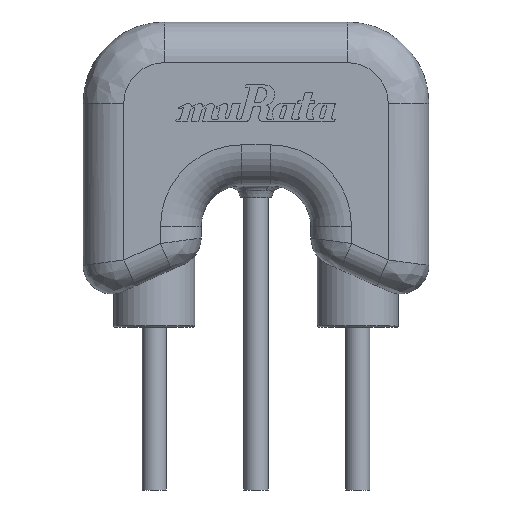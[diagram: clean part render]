
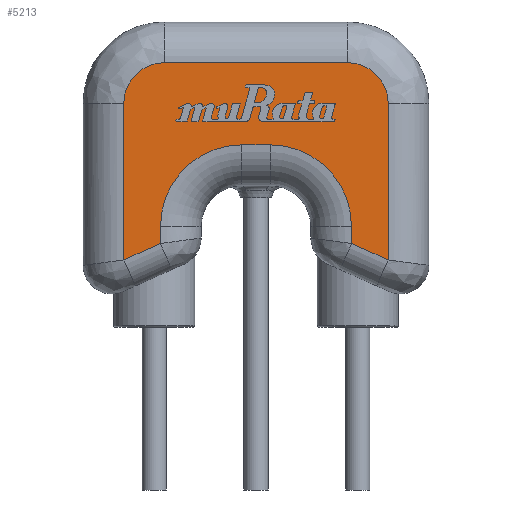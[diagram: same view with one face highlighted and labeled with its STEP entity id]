
A CAD part, front view. The second image highlights one B-rep face of the part: STEP entity #5213.
In plain terms, the highlighted planar face has unit normal (0, -1, 0).
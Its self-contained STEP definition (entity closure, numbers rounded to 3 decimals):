
#261=PLANE('',#5653);
#581=FACE_OUTER_BOUND('',#878,.T.);
#878=EDGE_LOOP('',(#3559,#3560,#3561,#3562,#3563,#3564,#3565,#3566,#3567,
#3568,#3569,#3570));
#1175=LINE('',#7405,#1600);
#1186=LINE('',#7575,#1611);
#1187=LINE('',#7579,#1612);
#1188=LINE('',#7583,#1613);
#1189=LINE('',#7587,#1614);
#1190=LINE('',#7589,#1615);
#1191=LINE('',#7591,#1616);
#1192=LINE('',#7595,#1617);
#1600=VECTOR('',#6085,10.);
#1611=VECTOR('',#6138,10.);
#1612=VECTOR('',#6143,10.);
#1613=VECTOR('',#6146,10.);
#1614=VECTOR('',#6149,10.);
#1615=VECTOR('',#6150,10.);
#1616=VECTOR('',#6151,10.);
#1617=VECTOR('',#6154,10.);
#2034=CIRCLE('',#5654,1.);
#2035=CIRCLE('',#5655,1.);
#2036=CIRCLE('',#5656,2.);
#2037=CIRCLE('',#5657,2.);
#2158=VERTEX_POINT('',#7398);
#2161=VERTEX_POINT('',#7403);
#2177=VERTEX_POINT('',#7574);
#2178=VERTEX_POINT('',#7578);
#2179=VERTEX_POINT('',#7580);
#2180=VERTEX_POINT('',#7582);
#2181=VERTEX_POINT('',#7584);
#2182=VERTEX_POINT('',#7586);
#2183=VERTEX_POINT('',#7588);
#2184=VERTEX_POINT('',#7590);
#2185=VERTEX_POINT('',#7592);
#2186=VERTEX_POINT('',#7594);
#2698=EDGE_CURVE('',#2161,#2158,#1175,.T.);
#2724=EDGE_CURVE('',#2158,#2177,#1186,.T.);
#2726=EDGE_CURVE('',#2178,#2161,#1187,.T.);
#2727=EDGE_CURVE('',#2179,#2178,#2034,.T.);
#2728=EDGE_CURVE('',#2180,#2179,#1188,.T.);
#2729=EDGE_CURVE('',#2181,#2180,#2035,.T.);
#2730=EDGE_CURVE('',#2182,#2181,#1189,.T.);
#2731=EDGE_CURVE('',#2183,#2182,#1190,.T.);
#2732=EDGE_CURVE('',#2184,#2183,#1191,.T.);
#2733=EDGE_CURVE('',#2185,#2184,#2036,.T.);
#2734=EDGE_CURVE('',#2186,#2185,#1192,.T.);
#2735=EDGE_CURVE('',#2177,#2186,#2037,.T.);
#3559=ORIENTED_EDGE('',*,*,#2698,.F.);
#3560=ORIENTED_EDGE('',*,*,#2726,.F.);
#3561=ORIENTED_EDGE('',*,*,#2727,.F.);
#3562=ORIENTED_EDGE('',*,*,#2728,.F.);
#3563=ORIENTED_EDGE('',*,*,#2729,.F.);
#3564=ORIENTED_EDGE('',*,*,#2730,.F.);
#3565=ORIENTED_EDGE('',*,*,#2731,.F.);
#3566=ORIENTED_EDGE('',*,*,#2732,.F.);
#3567=ORIENTED_EDGE('',*,*,#2733,.F.);
#3568=ORIENTED_EDGE('',*,*,#2734,.F.);
#3569=ORIENTED_EDGE('',*,*,#2735,.F.);
#3570=ORIENTED_EDGE('',*,*,#2724,.F.);
#5213=ADVANCED_FACE('',(#581),#261,.F.);
#5653=AXIS2_PLACEMENT_3D('',#7577,#6141,#6142);
#5654=AXIS2_PLACEMENT_3D('',#7581,#6144,#6145);
#5655=AXIS2_PLACEMENT_3D('',#7585,#6147,#6148);
#5656=AXIS2_PLACEMENT_3D('',#7593,#6152,#6153);
#5657=AXIS2_PLACEMENT_3D('',#7596,#6155,#6156);
#6085=DIRECTION('',(-0.913,0.,0.409));
#6138=DIRECTION('',(0.,0.,1.));
#6141=DIRECTION('center_axis',(0.,1.,0.));
#6142=DIRECTION('ref_axis',(0.,0.,1.));
#6143=DIRECTION('',(0.,0.,-1.));
#6144=DIRECTION('center_axis',(0.,1.,0.));
#6145=DIRECTION('ref_axis',(0.707,0.,0.707));
#6146=DIRECTION('',(1.,0.,0.));
#6147=DIRECTION('center_axis',(0.,1.,0.));
#6148=DIRECTION('ref_axis',(-0.707,0.,0.707));
#6149=DIRECTION('',(0.,0.,1.));
#6150=DIRECTION('',(-0.913,0.,-0.409));
#6151=DIRECTION('',(0.,0.,-1.));
#6152=DIRECTION('center_axis',(0.,-1.,0.));
#6153=DIRECTION('ref_axis',(-0.707,0.,0.707));
#6154=DIRECTION('',(-1.,0.,0.));
#6155=DIRECTION('center_axis',(0.,-1.,0.));
#6156=DIRECTION('ref_axis',(0.707,0.,0.707));
#7398=CARTESIAN_POINT('',(2.347,-1.75,2.058));
#7403=CARTESIAN_POINT('',(3.25,-1.75,1.654));
#7405=CARTESIAN_POINT('',(2.93,-1.75,1.797));
#7574=CARTESIAN_POINT('',(2.347,-1.75,2.48));
#7575=CARTESIAN_POINT('',(2.347,-1.75,1.875));
#7577=CARTESIAN_POINT('Origin',(0.,-1.75,3.75));
#7578=CARTESIAN_POINT('',(3.25,-1.75,5.5));
#7579=CARTESIAN_POINT('',(3.25,-1.75,4.625));
#7580=CARTESIAN_POINT('',(2.25,-1.75,6.5));
#7581=CARTESIAN_POINT('Origin',(2.25,-1.75,5.5));
#7582=CARTESIAN_POINT('',(-2.25,-1.75,6.5));
#7583=CARTESIAN_POINT('',(-1.125,-1.75,6.5));
#7584=CARTESIAN_POINT('',(-3.25,-1.75,5.5));
#7585=CARTESIAN_POINT('Origin',(-2.25,-1.75,5.5));
#7586=CARTESIAN_POINT('',(-3.25,-1.75,1.654));
#7587=CARTESIAN_POINT('',(-3.25,-1.75,1.875));
#7588=CARTESIAN_POINT('',(-2.347,-1.75,2.058));
#7589=CARTESIAN_POINT('',(-2.93,-1.75,1.797));
#7590=CARTESIAN_POINT('',(-2.347,-1.75,2.48));
#7591=CARTESIAN_POINT('',(-2.347,-1.75,3.115));
#7592=CARTESIAN_POINT('',(-0.347,-1.75,4.48));
#7593=CARTESIAN_POINT('Origin',(-0.347,-1.75,2.48));
#7594=CARTESIAN_POINT('',(0.347,-1.75,4.48));
#7595=CARTESIAN_POINT('',(0.174,-1.75,4.48));
#7596=CARTESIAN_POINT('Origin',(0.347,-1.75,2.48));
